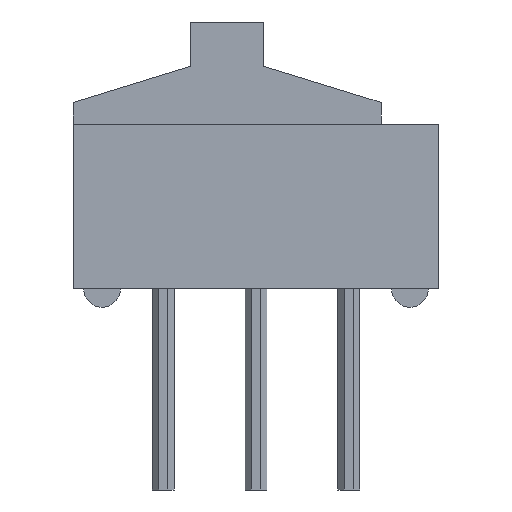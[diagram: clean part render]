
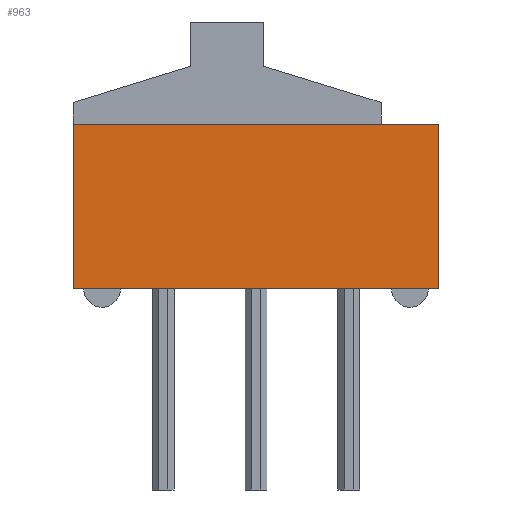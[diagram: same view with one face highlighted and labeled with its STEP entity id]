
A CAD part, front view. The second image highlights one B-rep face of the part: STEP entity #963.
In plain terms, the highlighted planar face has unit normal (0, -1, 0).
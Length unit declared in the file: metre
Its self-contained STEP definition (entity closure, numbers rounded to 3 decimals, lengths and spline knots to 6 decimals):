
#156=ORIENTED_EDGE('',*,*,#358,.F.);
#157=ORIENTED_EDGE('',*,*,#351,.F.);
#158=ORIENTED_EDGE('',*,*,#359,.T.);
#159=ORIENTED_EDGE('',*,*,#356,.T.);
#351=EDGE_CURVE('',#463,#461,#567,.T.);
#356=EDGE_CURVE('',#467,#466,#572,.T.);
#358=EDGE_CURVE('',#461,#466,#574,.T.);
#359=EDGE_CURVE('',#463,#467,#575,.T.);
#461=VERTEX_POINT('',#1511);
#463=VERTEX_POINT('',#1515);
#466=VERTEX_POINT('',#1525);
#467=VERTEX_POINT('',#1527);
#567=LINE('',#1516,#689);
#572=LINE('',#1526,#694);
#574=LINE('',#1530,#696);
#575=LINE('',#1531,#697);
#689=VECTOR('',#1240,1.);
#694=VECTOR('',#1249,1.);
#696=VECTOR('',#1253,1.);
#697=VECTOR('',#1254,1.);
#783=EDGE_LOOP('',(#156,#157,#158,#159));
#847=FACE_BOUND('',#783,.T.);
#908=PLANE('',#1084);
#963=ADVANCED_FACE('',(#847),#908,.T.);
#1084=AXIS2_PLACEMENT_3D('',#1529,#1251,#1252);
#1240=DIRECTION('',(0.,0.,-1.));
#1249=DIRECTION('',(0.,0.,-1.));
#1251=DIRECTION('',(0.,-1.,0.));
#1252=DIRECTION('',(0.,0.,-1.));
#1253=DIRECTION('',(-1.,0.,0.));
#1254=DIRECTION('',(-1.,0.,0.));
#1511=CARTESIAN_POINT('',(0.005,-0.00125,0.));
#1515=CARTESIAN_POINT('',(0.005,-0.00125,0.0045));
#1516=CARTESIAN_POINT('',(0.005,-0.00125,0.0045));
#1525=CARTESIAN_POINT('',(-0.005,-0.00125,0.));
#1526=CARTESIAN_POINT('',(-0.005,-0.00125,0.0045));
#1527=CARTESIAN_POINT('',(-0.005,-0.00125,0.0045));
#1529=CARTESIAN_POINT('',(0.,-0.00125,0.0045));
#1530=CARTESIAN_POINT('',(0.,-0.00125,0.));
#1531=CARTESIAN_POINT('',(0.,-0.00125,0.0045));
